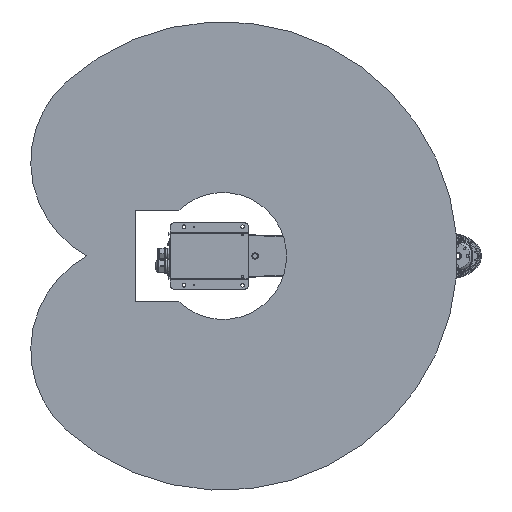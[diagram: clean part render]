
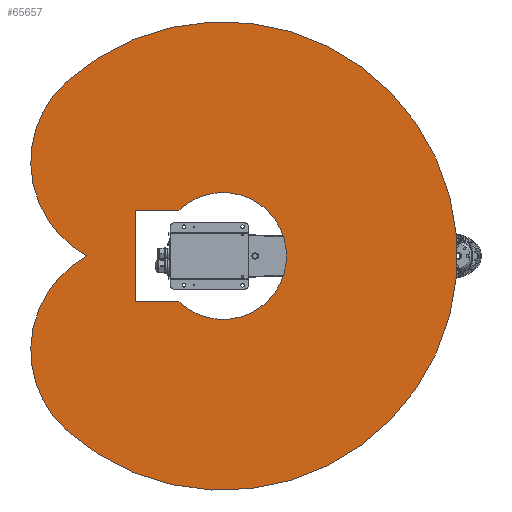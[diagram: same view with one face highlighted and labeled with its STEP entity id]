
A CAD part, front view. The second image highlights one B-rep face of the part: STEP entity #65657.
In plain terms, the highlighted planar face has unit normal (0, -1, 0).
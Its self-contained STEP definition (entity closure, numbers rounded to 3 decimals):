
#235 = DIRECTION ( 'NONE',  ( 0., 1., 0. ) ) ;
#419 = LINE ( 'NONE', #27917, #36933 ) ;
#760 = ORIENTED_EDGE ( 'NONE', *, *, #57764, .T. ) ;
#1929 = EDGE_CURVE ( 'NONE', #45340, #35268, #56952, .T. ) ;
#2740 = FACE_OUTER_BOUND ( 'NONE', #53202, .T. ) ;
#5739 = DIRECTION ( 'NONE',  ( 0., 0., 1. ) ) ;
#5997 = CARTESIAN_POINT ( 'NONE',  ( 225., 0., -117. ) ) ;
#6116 = AXIS2_PLACEMENT_3D ( 'NONE', #25076, #8612, #47849 ) ;
#8590 = DIRECTION ( 'NONE',  ( 0., 0., 1. ) ) ;
#8612 = DIRECTION ( 'NONE',  ( 0., 1., 0. ) ) ;
#9349 = PLANE ( 'NONE',  #6116 ) ;
#9564 = ORIENTED_EDGE ( 'NONE', *, *, #61587, .T. ) ;
#12792 = EDGE_CURVE ( 'NONE', #15080, #38125, #63052, .T. ) ;
#15080 = VERTEX_POINT ( 'NONE', #27678 ) ;
#15088 = AXIS2_PLACEMENT_3D ( 'NONE', #52233, #58443, #42679 ) ;
#15257 = VECTOR ( 'NONE', #52738, 1000. ) ;
#15772 = AXIS2_PLACEMENT_3D ( 'NONE', #53815, #20418, #65138 ) ;
#20418 = DIRECTION ( 'NONE',  ( 0., 1., 0. ) ) ;
#21528 = ORIENTED_EDGE ( 'NONE', *, *, #27727, .T. ) ;
#21885 = ORIENTED_EDGE ( 'NONE', *, *, #12792, .F. ) ;
#22552 = CARTESIAN_POINT ( 'NONE',  ( 0., 0., 0. ) ) ;
#23496 = VERTEX_POINT ( 'NONE', #40048 ) ;
#23736 = CARTESIAN_POINT ( 'NONE',  ( 112.915, 0., -117. ) ) ;
#25055 = DIRECTION ( 'NONE',  ( 0., 1., 0. ) ) ;
#25076 = CARTESIAN_POINT ( 'NONE',  ( 0., 0., 0. ) ) ;
#25187 = CARTESIAN_POINT ( 'NONE',  ( 87.43, 0., -117. ) ) ;
#27545 = ORIENTED_EDGE ( 'NONE', *, *, #62572, .F. ) ;
#27678 = CARTESIAN_POINT ( 'NONE',  ( 348.967, 0., 0. ) ) ;
#27727 = EDGE_CURVE ( 'NONE', #35268, #72212, #419, .T. ) ;
#27917 = CARTESIAN_POINT ( 'NONE',  ( 0., 0., 117. ) ) ;
#28835 = AXIS2_PLACEMENT_3D ( 'NONE', #30938, #25055, #8590 ) ;
#30397 = AXIS2_PLACEMENT_3D ( 'NONE', #22552, #235, #5739 ) ;
#30938 = CARTESIAN_POINT ( 'NONE',  ( 0., 0., 0. ) ) ;
#32364 = DIRECTION ( 'NONE',  ( 1., 0., 0. ) ) ;
#35268 = VERTEX_POINT ( 'NONE', #67109 ) ;
#36933 = VECTOR ( 'NONE', #32364, 1000. ) ;
#38125 = VERTEX_POINT ( 'NONE', #69462 ) ;
#38791 = VECTOR ( 'NONE', #49539, 1000. ) ;
#40048 = CARTESIAN_POINT ( 'NONE',  ( 401.478, 0., 445.887 ) ) ;
#42679 = DIRECTION ( 'NONE',  ( 0., 0., 1. ) ) ;
#42990 = LINE ( 'NONE', #65690, #38791 ) ;
#43088 = FACE_BOUND ( 'NONE', #51401, .T. ) ;
#45340 = VERTEX_POINT ( 'NONE', #23736 ) ;
#47849 = DIRECTION ( 'NONE',  ( 0., 0., 1. ) ) ;
#48594 = CIRCLE ( 'NONE', #15772, 275. ) ;
#49539 = DIRECTION ( 'NONE',  ( 0., 0., -1. ) ) ;
#51401 = EDGE_LOOP ( 'NONE', ( #760, #9564, #68536, #21528 ) ) ;
#52233 = CARTESIAN_POINT ( 'NONE',  ( 217.467, 0., -241.522 ) ) ;
#52738 = DIRECTION ( 'NONE',  ( -1., 0., 0. ) ) ;
#53202 = EDGE_LOOP ( 'NONE', ( #60707, #27545, #21885 ) ) ;
#53815 = CARTESIAN_POINT ( 'NONE',  ( 217.467, 0., 241.522 ) ) ;
#56952 = CIRCLE ( 'NONE', #28835, 162.6 ) ;
#57764 = EDGE_CURVE ( 'NONE', #72212, #68086, #42990, .T. ) ;
#58443 = DIRECTION ( 'NONE',  ( 0., 1., 0. ) ) ;
#58501 = CIRCLE ( 'NONE', #30397, 600. ) ;
#60707 = ORIENTED_EDGE ( 'NONE', *, *, #70674, .F. ) ;
#61587 = EDGE_CURVE ( 'NONE', #68086, #45340, #63003, .T. ) ;
#62572 = EDGE_CURVE ( 'NONE', #38125, #23496, #58501, .T. ) ;
#63003 = LINE ( 'NONE', #25187, #15257 ) ;
#63052 = CIRCLE ( 'NONE', #15088, 275. ) ;
#65138 = DIRECTION ( 'NONE',  ( 0., 0., 1. ) ) ;
#65397 = CARTESIAN_POINT ( 'NONE',  ( 225., 0., 117. ) ) ;
#65657 = ADVANCED_FACE ( 'NONE', ( #2740, #43088 ), #9349, .F. ) ;
#65690 = CARTESIAN_POINT ( 'NONE',  ( 225., 0., -117. ) ) ;
#67109 = CARTESIAN_POINT ( 'NONE',  ( 112.915, 0., 117. ) ) ;
#68086 = VERTEX_POINT ( 'NONE', #5997 ) ;
#68536 = ORIENTED_EDGE ( 'NONE', *, *, #1929, .T. ) ;
#69462 = CARTESIAN_POINT ( 'NONE',  ( 401.478, 0., -445.887 ) ) ;
#70674 = EDGE_CURVE ( 'NONE', #23496, #15080, #48594, .T. ) ;
#72212 = VERTEX_POINT ( 'NONE', #65397 ) ;
